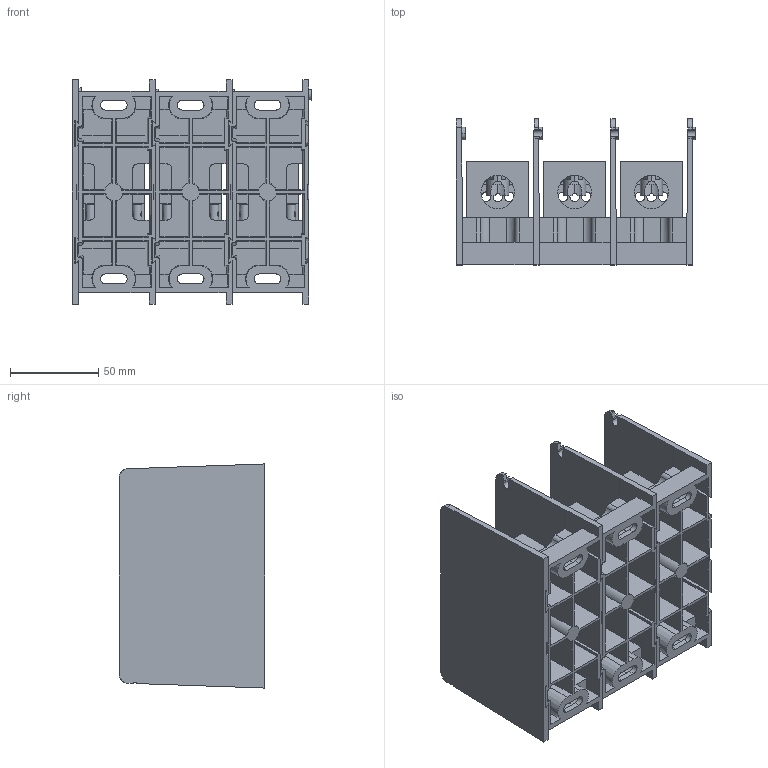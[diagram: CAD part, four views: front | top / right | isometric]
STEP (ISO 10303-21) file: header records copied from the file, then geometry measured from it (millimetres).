
FILE_DESCRIPTION (( 'STEP AP214' ), '1' );
FILE_NAME ('701990rev-3P.STEP', '2015-06-24T15:38:51', ( '' ), ( '' ), 'SwSTEP 2.0', 'SolidWorks 2014', '' );
FILE_SCHEMA (( 'AUTOMOTIVE_DESIGN' ));
Length unit declared in the file: inch
Products named in the file (1): 701990rev-3P
Bounding box: 135.72 x 82.55 x 127.01 mm (x, y, z)
Surface area: 181711.3 mm2 (no closed solid volume)
Topology: 0 solids, 22 shells, 769 faces, 3035 edges, 2206 vertices
Faces by surface type: plane 461, cylinder 252, cone 56
Entity records: 50287 total; most frequent: CARTESIAN_POINT 16678, ORIENTED_EDGE 4778, DIRECTION 4265, EDGE_CURVE 3035, VERTEX_POINT 2206, VECTOR 1947, LINE 1947, AXIS2_PLACEMENT_3D 1159
